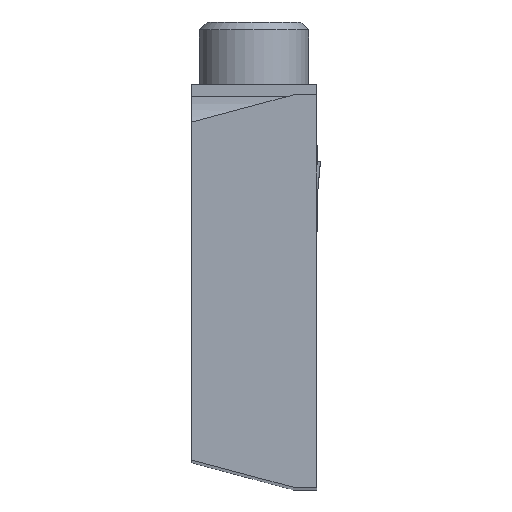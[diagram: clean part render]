
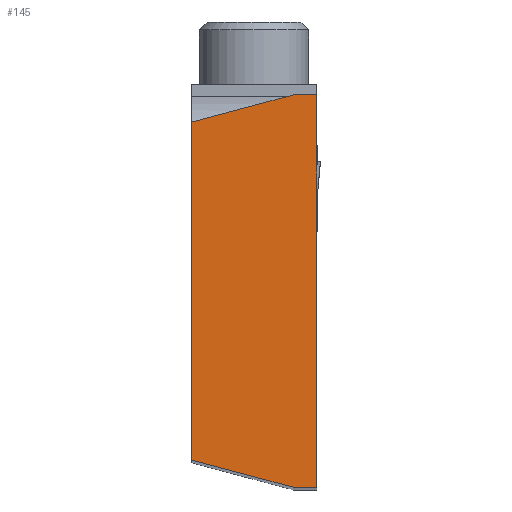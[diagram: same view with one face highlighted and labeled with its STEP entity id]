
A CAD part, top view. The second image highlights one B-rep face of the part: STEP entity #145.
In plain terms, the highlighted planar face has unit normal (0, 0, 1).
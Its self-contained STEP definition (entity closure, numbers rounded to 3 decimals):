
#145=ADVANCED_FACE('CU_SU_BACK',(#251),#207,.F.);
#207=PLANE('',#1353);
#251=FACE_OUTER_BOUND('',#313,.T.);
#313=EDGE_LOOP('',(#496,#497,#498,#499,#500,#501));
#496=ORIENTED_EDGE('',*,*,#908,.F.);
#497=ORIENTED_EDGE('',*,*,#906,.F.);
#498=ORIENTED_EDGE('',*,*,#900,.T.);
#499=ORIENTED_EDGE('',*,*,#912,.T.);
#500=ORIENTED_EDGE('',*,*,#919,.T.);
#501=ORIENTED_EDGE('',*,*,#883,.T.);
#769=VERTEX_POINT('',#1849);
#770=VERTEX_POINT('',#1851);
#780=VERTEX_POINT('',#1878);
#785=VERTEX_POINT('',#1889);
#789=VERTEX_POINT('',#1900);
#792=VERTEX_POINT('',#1912);
#883=EDGE_CURVE('',#770,#769,#1037,.T.);
#900=EDGE_CURVE('',#780,#785,#1051,.T.);
#906=EDGE_CURVE('',#780,#789,#1056,.T.);
#908=EDGE_CURVE('',#789,#769,#1058,.T.);
#912=EDGE_CURVE('',#785,#792,#1061,.T.);
#919=EDGE_CURVE('',#792,#770,#1068,.T.);
#1037=LINE('',#1850,#1157);
#1051=LINE('',#1890,#1171);
#1056=LINE('',#1902,#1176);
#1058=LINE('',#1905,#1178);
#1061=LINE('',#1913,#1181);
#1068=LINE('',#1925,#1188);
#1157=VECTOR('',#1466,1.);
#1171=VECTOR('',#1486,1.);
#1176=VECTOR('',#1497,1.);
#1178=VECTOR('',#1501,1.);
#1181=VECTOR('',#1508,1.);
#1188=VECTOR('',#1523,1.);
#1353=AXIS2_PLACEMENT_3D('',#1927,#1526,#1527);
#1466=DIRECTION('',(0.,1.,0.));
#1486=DIRECTION('',(0.,-1.,0.));
#1497=DIRECTION('',(0.966,0.259,0.));
#1501=DIRECTION('',(1.,0.,0.));
#1508=DIRECTION('',(0.966,-0.259,0.));
#1523=DIRECTION('',(1.,0.,0.));
#1526=DIRECTION('',(0.,0.,-1.));
#1527=DIRECTION('',(0.,1.,0.));
#1849=CARTESIAN_POINT('',(0.,25.498,0.));
#1850=CARTESIAN_POINT('',(0.,-0.4,0.));
#1851=CARTESIAN_POINT('',(0.,0.402,0.));
#1878=CARTESIAN_POINT('',(-8.,23.756,0.));
#1889=CARTESIAN_POINT('',(-8.,2.144,0.));
#1890=CARTESIAN_POINT('',(-8.,26.3,0.));
#1900=CARTESIAN_POINT('',(-1.5,25.498,0.));
#1902=CARTESIAN_POINT('',(-6.475,24.165,0.));
#1905=CARTESIAN_POINT('',(0.,25.498,0.));
#1912=CARTESIAN_POINT('',(-1.5,0.402,0.));
#1913=CARTESIAN_POINT('',(0.,0.,
0.));
#1925=CARTESIAN_POINT('',(0.,0.402,0.));
#1927=CARTESIAN_POINT('',(0.,0.,0.));
